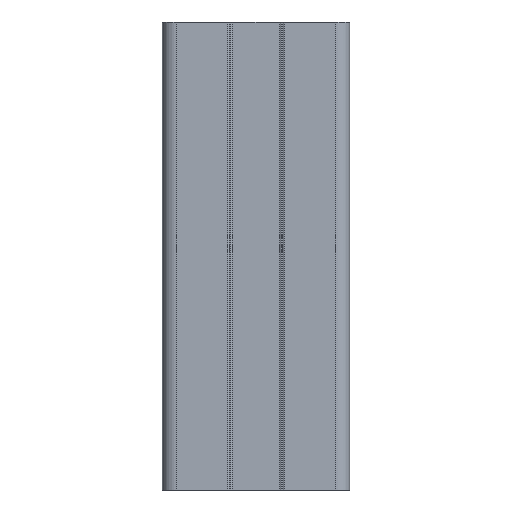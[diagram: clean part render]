
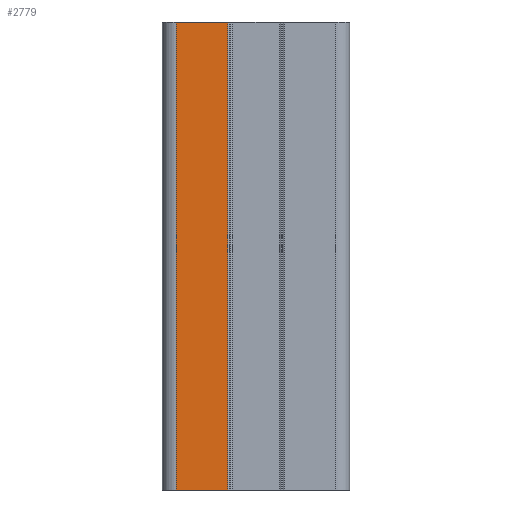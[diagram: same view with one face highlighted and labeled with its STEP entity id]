
A CAD part, left-side view. The second image highlights one B-rep face of the part: STEP entity #2779.
In plain terms, the highlighted planar face has unit normal (-1, 0, 0).
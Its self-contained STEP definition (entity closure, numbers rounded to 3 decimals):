
#163=FACE_OUTER_BOUND('',#310,.T.);
#310=EDGE_LOOP('',(#2027,#2028,#2029,#2030));
#454=LINE('',#3974,#794);
#483=LINE('',#4039,#823);
#570=LINE('',#4285,#910);
#571=LINE('',#4286,#911);
#794=VECTOR('',#3184,10.);
#823=VECTOR('',#3243,10.);
#910=VECTOR('',#3404,10.);
#911=VECTOR('',#3405,10.);
#1133=VERTEX_POINT('',#3972);
#1134=VERTEX_POINT('',#3973);
#1155=VERTEX_POINT('',#4038);
#1277=VERTEX_POINT('',#4284);
#1418=EDGE_CURVE('',#1133,#1134,#454,.T.);
#1451=EDGE_CURVE('',#1133,#1155,#483,.T.);
#1574=EDGE_CURVE('',#1134,#1277,#570,.T.);
#1575=EDGE_CURVE('',#1277,#1155,#571,.T.);
#2027=ORIENTED_EDGE('',*,*,#1418,.T.);
#2028=ORIENTED_EDGE('',*,*,#1574,.T.);
#2029=ORIENTED_EDGE('',*,*,#1575,.T.);
#2030=ORIENTED_EDGE('',*,*,#1451,.F.);
#2673=PLANE('',#2985);
#2779=ADVANCED_FACE('',(#163),#2673,.T.);
#2985=AXIS2_PLACEMENT_3D('',#4283,#3402,#3403);
#3184=DIRECTION('',(0.,0.,1.));
#3243=DIRECTION('',(0.,1.,0.));
#3402=DIRECTION('center_axis',(-1.,0.,0.));
#3403=DIRECTION('ref_axis',(0.,-1.,0.));
#3404=DIRECTION('',(0.,1.,0.));
#3405=DIRECTION('',(0.,0.,-1.));
#3972=CARTESIAN_POINT('',(-20.,6.,0.));
#3973=CARTESIAN_POINT('',(-20.,6.,100.));
#3974=CARTESIAN_POINT('',(-20.,6.,0.));
#4038=CARTESIAN_POINT('',(-20.,17.,0.));
#4039=CARTESIAN_POINT('',(-20.,8.5,0.));
#4283=CARTESIAN_POINT('Origin',(-20.,17.,0.));
#4284=CARTESIAN_POINT('',(-20.,17.,100.));
#4285=CARTESIAN_POINT('',(-20.,8.5,100.));
#4286=CARTESIAN_POINT('',(-20.,17.,0.));
